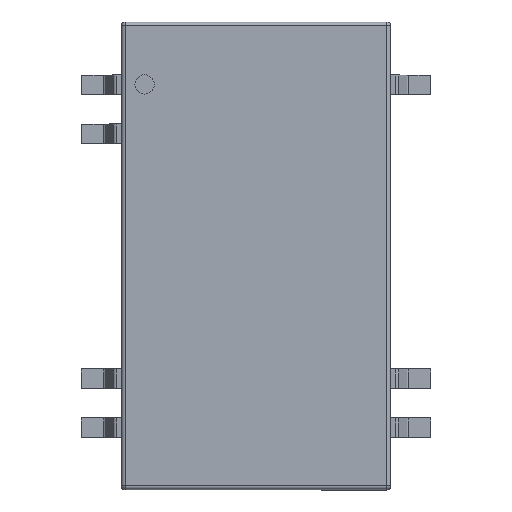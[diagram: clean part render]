
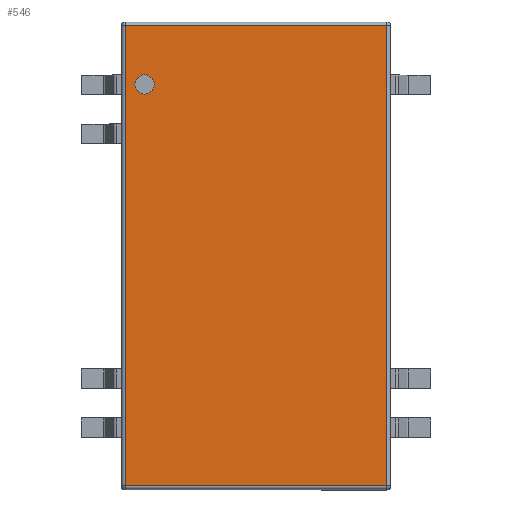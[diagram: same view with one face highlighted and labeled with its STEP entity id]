
A CAD part, top view. The second image highlights one B-rep face of the part: STEP entity #546.
In plain terms, the highlighted planar face has unit normal (0, 0, 1).
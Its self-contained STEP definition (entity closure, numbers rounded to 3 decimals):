
#70=CARTESIAN_POINT('',(-5.775,8.39,8.5));
#71=VERTEX_POINT('',#70);
#80=CARTESIAN_POINT('',(-5.775,9.39,8.5));
#81=VERTEX_POINT('',#80);
#82=CARTESIAN_POINT('',(-5.775,8.89,8.5));
#83=DIRECTION('',(0.0,0.0,-1.0));
#84=DIRECTION('',(0.0,-1.0,0.0));
#85=AXIS2_PLACEMENT_3D('',#82,#83,#84);
#86=CIRCLE('',#85,0.5);
#87=EDGE_CURVE('',#81,#71,#86,.T.);
#121=CARTESIAN_POINT('',(-5.775,8.89,8.5));
#122=DIRECTION('',(0.0,0.0,-1.0));
#123=DIRECTION('',(0.0,-1.0,0.0));
#124=AXIS2_PLACEMENT_3D('',#121,#122,#123);
#125=CIRCLE('',#124,0.5);
#126=EDGE_CURVE('',#71,#81,#125,.T.);
#157=CARTESIAN_POINT('',(-6.775,-11.925,8.5));
#158=VERTEX_POINT('',#157);
#192=CARTESIAN_POINT('',(6.775,-11.925,8.5));
#193=VERTEX_POINT('',#192);
#218=CARTESIAN_POINT('',(-6.775,11.925,8.5));
#219=VERTEX_POINT('',#218);
#251=CARTESIAN_POINT('',(6.775,11.925,8.5));
#252=VERTEX_POINT('',#251);
#326=CARTESIAN_POINT('',(-6.775,11.925,8.5));
#327=DIRECTION('',(1.0,0.0,0.0));
#328=VECTOR('',#327,13.55);
#329=LINE('',#326,#328);
#330=EDGE_CURVE('',#219,#252,#329,.T.);
#348=CARTESIAN_POINT('',(6.775,11.925,8.5));
#349=DIRECTION('',(0.0,-1.0,0.0));
#350=VECTOR('',#349,23.85);
#351=LINE('',#348,#350);
#352=EDGE_CURVE('',#252,#193,#351,.T.);
#402=CARTESIAN_POINT('',(-6.775,-11.925,8.5));
#403=DIRECTION('',(0.0,1.0,0.0));
#404=VECTOR('',#403,23.85);
#405=LINE('',#402,#404);
#406=EDGE_CURVE('',#158,#219,#405,.T.);
#456=CARTESIAN_POINT('',(6.775,-11.925,8.5));
#457=DIRECTION('',(-1.0,0.0,0.0));
#458=VECTOR('',#457,13.55);
#459=LINE('',#456,#458);
#460=EDGE_CURVE('',#193,#158,#459,.T.);
#531=CARTESIAN_POINT('',(0.,0.,8.5));
#532=DIRECTION('',(0.0,0.0,1.0));
#533=DIRECTION('',(0.0,-1.0,0.0));
#534=AXIS2_PLACEMENT_3D('',#531,#532,#533);
#535=PLANE('',#534);
#536=ORIENTED_EDGE('',*,*,#330,.F.);
#537=ORIENTED_EDGE('',*,*,#406,.F.);
#538=ORIENTED_EDGE('',*,*,#460,.F.);
#539=ORIENTED_EDGE('',*,*,#352,.F.);
#540=EDGE_LOOP('',(#536,#537,#538,#539));
#541=FACE_OUTER_BOUND('',#540,.T.);
#542=ORIENTED_EDGE('',*,*,#126,.T.);
#543=ORIENTED_EDGE('',*,*,#87,.T.);
#544=EDGE_LOOP('',(#542,#543));
#545=FACE_BOUND('',#544,.T.);
#546=ADVANCED_FACE('',(#541,#545),#535,.T.);
